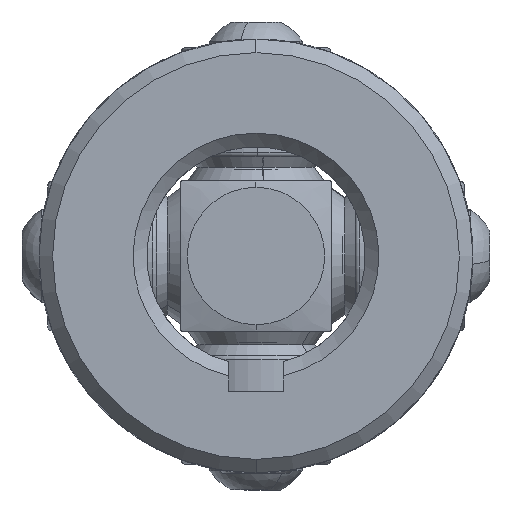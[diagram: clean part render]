
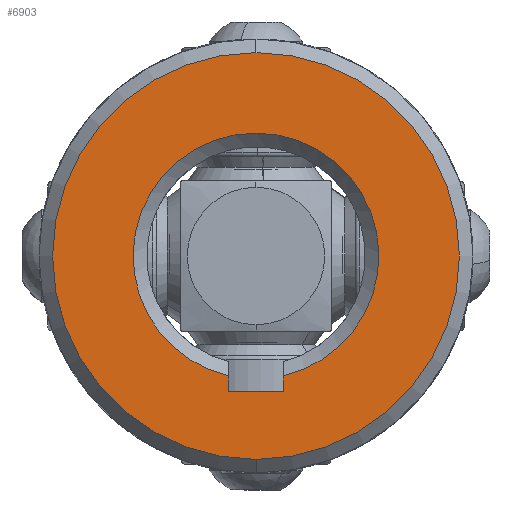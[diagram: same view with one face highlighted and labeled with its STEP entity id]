
A CAD part, left-side view. The second image highlights one B-rep face of the part: STEP entity #6903.
In plain terms, the highlighted planar face has unit normal (-1, 0, 0).
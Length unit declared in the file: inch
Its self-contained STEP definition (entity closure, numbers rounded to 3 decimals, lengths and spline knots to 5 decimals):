
#434 = CIRCLE ( 'NONE', #8459, 0.46625 ) ;
#641 = ORIENTED_EDGE ( 'NONE', *, *, #10103, .T. ) ;
#774 = AXIS2_PLACEMENT_3D ( 'NONE', #7155, #11375, #5073 ) ;
#1242 = DIRECTION ( 'NONE',  ( 0., 0., 1. ) ) ;
#1832 = CARTESIAN_POINT ( 'NONE',  ( -1.6875, -0.063, 0.31095 ) ) ;
#2121 = ORIENTED_EDGE ( 'NONE', *, *, #11160, .T. ) ;
#2181 = VERTEX_POINT ( 'NONE', #13771 ) ;
#2311 = CARTESIAN_POINT ( 'NONE',  ( -1.6875, -0.063, 0.31095 ) ) ;
#2871 = AXIS2_PLACEMENT_3D ( 'NONE', #12289, #5953, #13334 ) ;
#2909 = DIRECTION ( 'NONE',  ( 0., 0., -1. ) ) ;
#2919 = PLANE ( 'NONE',  #774 ) ;
#4082 = VECTOR ( 'NONE', #9251, 39.37008 ) ;
#4448 = EDGE_CURVE ( 'NONE', #9537, #7244, #8878, .T. ) ;
#4660 = DIRECTION ( 'NONE',  ( -1., 0., 0. ) ) ;
#5064 = CARTESIAN_POINT ( 'NONE',  ( -1.6875, 0.063, 0.24245 ) ) ;
#5073 = DIRECTION ( 'NONE',  ( 0., 0., -1. ) ) ;
#5644 = CARTESIAN_POINT ( 'NONE',  ( -1.6875, -0.063, 0.27462 ) ) ;
#5953 = DIRECTION ( 'NONE',  ( 1., 0., 0. ) ) ;
#5999 = ORIENTED_EDGE ( 'NONE', *, *, #12220, .F. ) ;
#6086 = DIRECTION ( 'NONE',  ( -1., 0., 0. ) ) ;
#6144 = VECTOR ( 'NONE', #1242, 39.37008 ) ;
#6470 = LINE ( 'NONE', #2311, #6144 ) ;
#6631 = EDGE_LOOP ( 'NONE', ( #641, #6858 ) ) ;
#6858 = ORIENTED_EDGE ( 'NONE', *, *, #8381, .T. ) ;
#6903 = ADVANCED_FACE ( 'NONE', ( #7013, #9809 ), #2919, .F. ) ;
#6906 = CARTESIAN_POINT ( 'NONE',  ( -1.6875, 0., -0.46625 ) ) ;
#7013 = FACE_BOUND ( 'NONE', #9777, .T. ) ;
#7014 = CARTESIAN_POINT ( 'NONE',  ( -1.6875, 0.063, 0.27462 ) ) ;
#7155 = CARTESIAN_POINT ( 'NONE',  ( -1.6875, 0., 0. ) ) ;
#7244 = VERTEX_POINT ( 'NONE', #7014 ) ;
#7620 = VERTEX_POINT ( 'NONE', #5644 ) ;
#7657 = CIRCLE ( 'NONE', #10559, 0.46625 ) ;
#7918 = ORIENTED_EDGE ( 'NONE', *, *, #4448, .F. ) ;
#7923 = VERTEX_POINT ( 'NONE', #6906 ) ;
#8182 = CARTESIAN_POINT ( 'NONE',  ( -1.6875, 0.063, 0.31095 ) ) ;
#8381 = EDGE_CURVE ( 'NONE', #2181, #7923, #7657, .T. ) ;
#8428 = ORIENTED_EDGE ( 'NONE', *, *, #9214, .F. ) ;
#8459 = AXIS2_PLACEMENT_3D ( 'NONE', #12410, #6086, #13458 ) ;
#8878 = LINE ( 'NONE', #5064, #9222 ) ;
#9214 = EDGE_CURVE ( 'NONE', #7620, #13079, #6470, .T. ) ;
#9222 = VECTOR ( 'NONE', #2909, 39.37008 ) ;
#9251 = DIRECTION ( 'NONE',  ( 0., 1., 0. ) ) ;
#9537 = VERTEX_POINT ( 'NONE', #12357 ) ;
#9700 = LINE ( 'NONE', #8182, #4082 ) ;
#9777 = EDGE_LOOP ( 'NONE', ( #2121, #7918, #5999, #8428 ) ) ;
#9809 = FACE_OUTER_BOUND ( 'NONE', #6631, .T. ) ;
#10103 = EDGE_CURVE ( 'NONE', #7923, #2181, #434, .T. ) ;
#10559 = AXIS2_PLACEMENT_3D ( 'NONE', #10974, #4660, #12057 ) ;
#10699 = CIRCLE ( 'NONE', #2871, 0.28175 ) ;
#10974 = CARTESIAN_POINT ( 'NONE',  ( -1.6875, 0., 0. ) ) ;
#11160 = EDGE_CURVE ( 'NONE', #7620, #7244, #10699, .T. ) ;
#11375 = DIRECTION ( 'NONE',  ( 1., 0., 0. ) ) ;
#12057 = DIRECTION ( 'NONE',  ( 0., 0., -1. ) ) ;
#12220 = EDGE_CURVE ( 'NONE', #13079, #9537, #9700, .T. ) ;
#12289 = CARTESIAN_POINT ( 'NONE',  ( -1.6875, 0., 0. ) ) ;
#12357 = CARTESIAN_POINT ( 'NONE',  ( -1.6875, 0.063, 0.31095 ) ) ;
#12410 = CARTESIAN_POINT ( 'NONE',  ( -1.6875, 0., 0. ) ) ;
#13079 = VERTEX_POINT ( 'NONE', #1832 ) ;
#13334 = DIRECTION ( 'NONE',  ( 0., 0., -1. ) ) ;
#13458 = DIRECTION ( 'NONE',  ( 0., 0., -1. ) ) ;
#13771 = CARTESIAN_POINT ( 'NONE',  ( -1.6875, 0., 0.46625 ) ) ;
